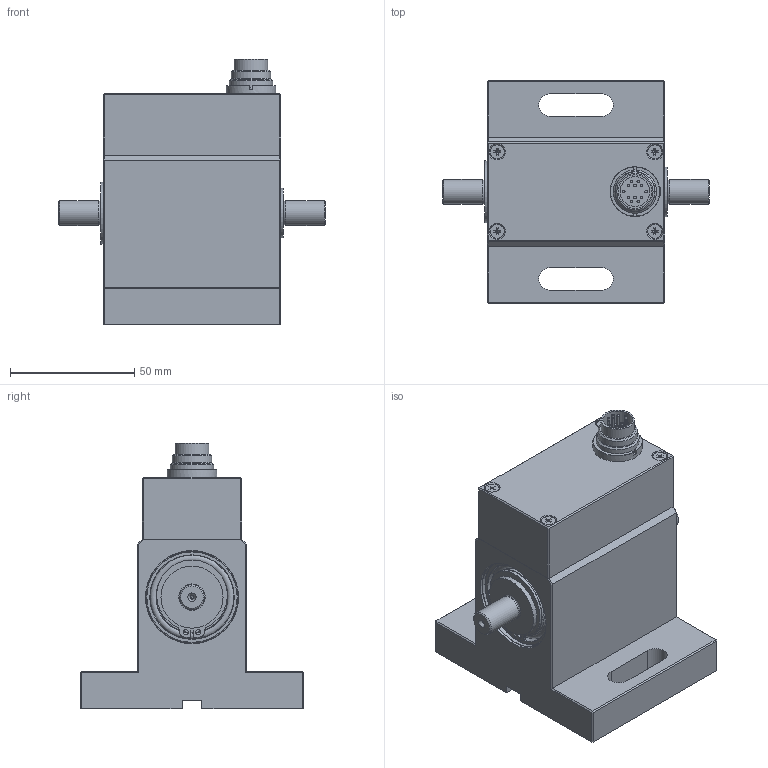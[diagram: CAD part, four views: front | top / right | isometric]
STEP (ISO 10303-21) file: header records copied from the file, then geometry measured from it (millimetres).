
FILE_DESCRIPTION( ( 'Unknown' ), '1' );
FILE_NAME( 'Dr2531-10_1Nm.stp', 'Unknown', ( 'Unknown' ), ( 'Unknown' ), 'PSStep 17.0.49', 'Unknown', ' ' );
FILE_SCHEMA( ( 'AUTOMOTIVE_DESIGN { 1 0 10303 214 1 1 1 1 }' ) );
Length unit declared in the file: millimetre
Products named in the file (26): 2212-b01_doc-00048945; 2212-001_doc-00028048; Sicherungsring DIN 472-32x1,2-T1; INA-20x32x7-61804 2Z; 2318-B01_Gehäusedeckel_DOC-00070626; 2318-001_DOC-00070613; Zylinderstift ISO 8734-2x6-B; Zylinderstift ISO 8734-2x6-B-oa0; Senkschraube DIN 965-M3x30-H; Senkschraube DIN 965-M3x30-H-oa1; Senkschraube DIN 965-M3x30-H-oa2; Senkschraube DIN 965-M3x30-H-oa3; 2531-B02_DOC-00070791; 2531-002_DOC-00070781; Sicherungsring DIN 471-25x1,2-T1; INA-25x37x7-61805; Sicherungsring DIN 471-20x1,2-T1; Assem1; flanschstecker 12-polig serie 723; mutter_09-0323-89-06_DOC-00067592
Assembly tree (25 placements, depth 3):
  Assem1
    flanschstecker 12-polig serie 723
    mutter_09-0323-89-06_DOC-00067592
    2531-B02_DOC-00070791
      2531-002_DOC-00070781
      Sicherungsring DIN 471-25x1,2-T1
      INA-25x37x7-61805
      INA-25x37x7-61805
      INA-25x37x7-61805
      Sicherungsring DIN 471-20x1,2-T1
    2212-b01_doc-00048945
      2212-001_doc-00028048
      Sicherungsring DIN 472-32x1,2-T1
      INA-20x32x7-61804 2Z
      INA-20x32x7-61804 2Z
      INA-20x32x7-61804 2Z
      INA-20x32x7-61804 2Z
      INA-20x32x7-61804 2Z
    2318-B01_Gehäusedeckel_DOC-00070626
      2318-001_DOC-00070613
      Zylinderstift ISO 8734-2x6-B
      Zylinderstift ISO 8734-2x6-B-oa0
      Senkschraube DIN 965-M3x30-H
      Senkschraube DIN 965-M3x30-H-oa1
      Senkschraube DIN 965-M3x30-H-oa2
      Senkschraube DIN 965-M3x30-H-oa3
Bounding box: 107.5 x 90 x 107 mm (x, y, z)
Volume: 236977.8 mm3; surface area: 78560.8 mm2
Topology: 22 solids, 24 shells, 461 faces, 1043 edges, 676 vertices
Faces by surface type: plane 229, cylinder 162, cone 46, torus 22, bspline 2
Full cylindrical faces by diameter (mm): 1 x24, 1.6 x2, 2 x8, 2.2 x2, 2.387 x4, 2.459 x4, 2.5 x2, 3 x4, 3.242 x4, 3.4 x4, 5.6 x4, 10 x2, 12 x1, 13.5 x1, 15 x1, 15.875 x1, 17.188 x1, 17.462 x1, 17.8 x1, 19 x1, 20 x5, 22 x1, 23.9 x3, 24.1 x2, 24.2 x2, 25 x3, 28.9 x2, 28.982 x2, 29.28 x2, 29.48 x2
Entity records: 15726 total; most frequent: DIRECTION 2140, CARTESIAN_POINT 1976, ORIENTED_EDGE 1592, AXIS2_PLACEMENT_3D 860, EDGE_CURVE 796, EDGE_LOOP 724, VERTEX_POINT 624, FACE_OUTER_BOUND 582
